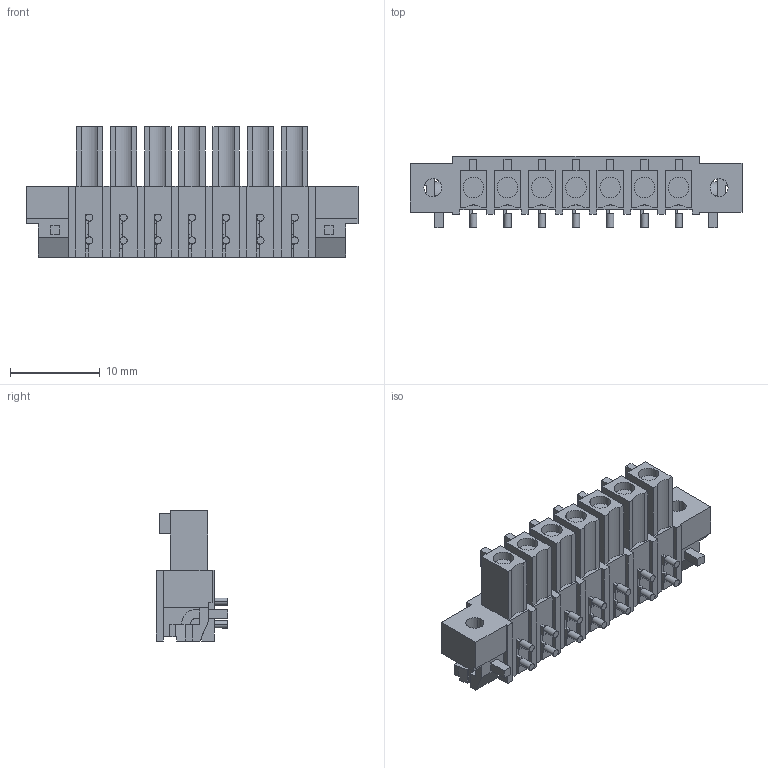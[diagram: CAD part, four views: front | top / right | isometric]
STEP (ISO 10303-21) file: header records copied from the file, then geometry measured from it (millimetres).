
FILE_DESCRIPTION(('CATIA V5 STEP Exchange'),'2;1');
FILE_NAME ('D1447082_0_1028770000_1028770000.stp','2016-12-08T12:10:57+00:00',('none'),('Weidmueller'),'CATIA Version 5-6 Release 2014','CATIA V5 STEP AP203','none');
FILE_SCHEMA(('CONFIG_CONTROL_DESIGN'));
Length unit declared in the file: millimetre
Products named in the file (1): 1028770000_S
Bounding box: 36.97 x 7.95 x 14.5 mm (x, y, z)
Volume: 1975.6 mm3; surface area: 2372.9 mm2
Topology: 10 solids, 10 shells, 521 faces, 1360 edges, 892 vertices
Faces by surface type: plane 450, cylinder 71
Entity records: 14393 total; most frequent: ORIENTED_EDGE 2720, CARTESIAN_POINT 2667, DIRECTION 1842, EDGE_CURVE 1360, VECTOR 1147, LINE 1147, VERTEX_POINT 892, EDGE_LOOP 562
